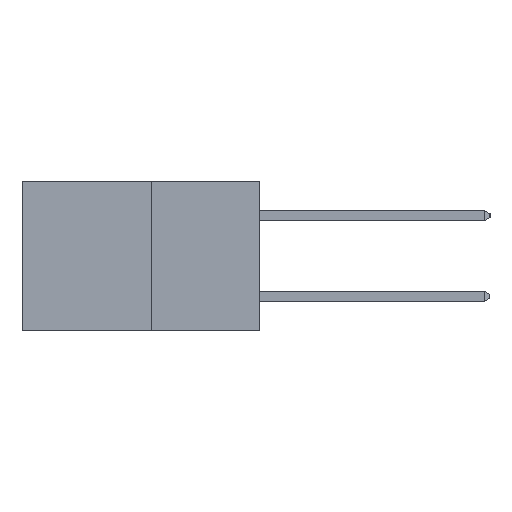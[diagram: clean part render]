
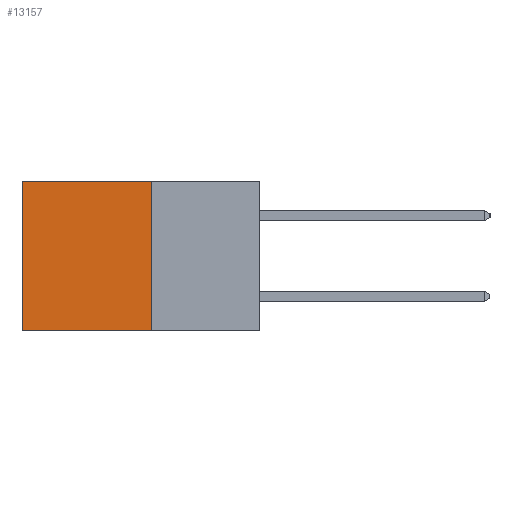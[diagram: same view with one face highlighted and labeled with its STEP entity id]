
A CAD part, left-side view. The second image highlights one B-rep face of the part: STEP entity #13157.
In plain terms, the highlighted planar face has unit normal (-1, 0, 0).
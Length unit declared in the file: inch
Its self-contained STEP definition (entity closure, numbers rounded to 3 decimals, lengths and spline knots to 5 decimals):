
#181 = CARTESIAN_POINT ( 'NONE',  ( 0.277, 0.59, -0.37 ) ) ;
#548 = CARTESIAN_POINT ( 'NONE',  ( 0.277, 0.27, 0. ) ) ;
#2149 = PLANE ( 'NONE',  #5611 ) ;
#2405 = VECTOR ( 'NONE', #6631, 39.37008 ) ;
#3698 = DIRECTION ( 'NONE',  ( 0., 0., -1. ) ) ;
#5031 = LINE ( 'NONE', #6646, #13354 ) ;
#5611 = AXIS2_PLACEMENT_3D ( 'NONE', #15386, #12644, #3698 ) ;
#6440 = ORIENTED_EDGE ( 'NONE', *, *, #11430, .F. ) ;
#6631 = DIRECTION ( 'NONE',  ( 0., 1., 0. ) ) ;
#6646 = CARTESIAN_POINT ( 'NONE',  ( 0.277, 0.27, -0.37 ) ) ;
#7348 = EDGE_CURVE ( 'NONE', #18313, #15938, #14246, .T. ) ;
#7919 = CARTESIAN_POINT ( 'NONE',  ( 0.277, 0.27, -0.37 ) ) ;
#8001 = VERTEX_POINT ( 'NONE', #7919 ) ;
#8012 = DIRECTION ( 'NONE',  ( 0., 1., 0. ) ) ;
#8056 = LINE ( 'NONE', #16704, #15389 ) ;
#8445 = ORIENTED_EDGE ( 'NONE', *, *, #8557, .T. ) ;
#8557 = EDGE_CURVE ( 'NONE', #15938, #16765, #13546, .T. ) ;
#9041 = DIRECTION ( 'NONE',  ( 0., 0., -1. ) ) ;
#9294 = FACE_OUTER_BOUND ( 'NONE', #15945, .T. ) ;
#11430 = EDGE_CURVE ( 'NONE', #18313, #8001, #5031, .T. ) ;
#11700 = CARTESIAN_POINT ( 'NONE',  ( 0.277, 0.27, 0. ) ) ;
#12485 = ORIENTED_EDGE ( 'NONE', *, *, #17923, .F. ) ;
#12644 = DIRECTION ( 'NONE',  ( 1., 0., 0. ) ) ;
#13157 = ADVANCED_FACE ( 'NONE', ( #9294 ), #2149, .F. ) ;
#13349 = ORIENTED_EDGE ( 'NONE', *, *, #7348, .T. ) ;
#13354 = VECTOR ( 'NONE', #16758, 39.37008 ) ;
#13546 = LINE ( 'NONE', #181, #17638 ) ;
#14246 = LINE ( 'NONE', #548, #2405 ) ;
#14577 = CARTESIAN_POINT ( 'NONE',  ( 0.277, 0.59, 0. ) ) ;
#15386 = CARTESIAN_POINT ( 'NONE',  ( 0.277, 0.27, -0.37 ) ) ;
#15389 = VECTOR ( 'NONE', #8012, 39.37008 ) ;
#15938 = VERTEX_POINT ( 'NONE', #14577 ) ;
#15945 = EDGE_LOOP ( 'NONE', ( #8445, #12485, #6440, #13349 ) ) ;
#16704 = CARTESIAN_POINT ( 'NONE',  ( 0.277, 0.27, -0.37 ) ) ;
#16758 = DIRECTION ( 'NONE',  ( 0., 0., -1. ) ) ;
#16765 = VERTEX_POINT ( 'NONE', #17493 ) ;
#17493 = CARTESIAN_POINT ( 'NONE',  ( 0.277, 0.59, -0.37 ) ) ;
#17638 = VECTOR ( 'NONE', #9041, 39.37008 ) ;
#17923 = EDGE_CURVE ( 'NONE', #8001, #16765, #8056, .T. ) ;
#18313 = VERTEX_POINT ( 'NONE', #11700 ) ;
